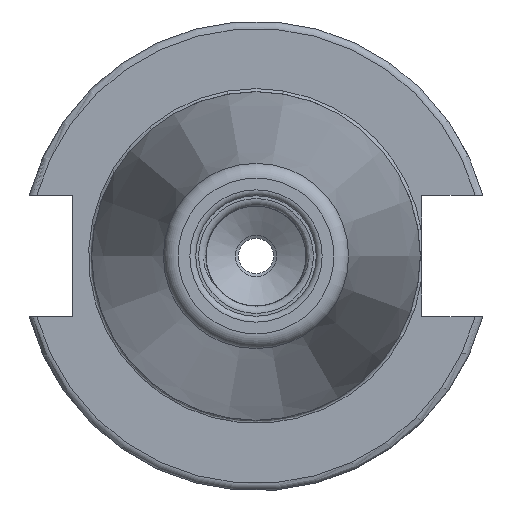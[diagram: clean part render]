
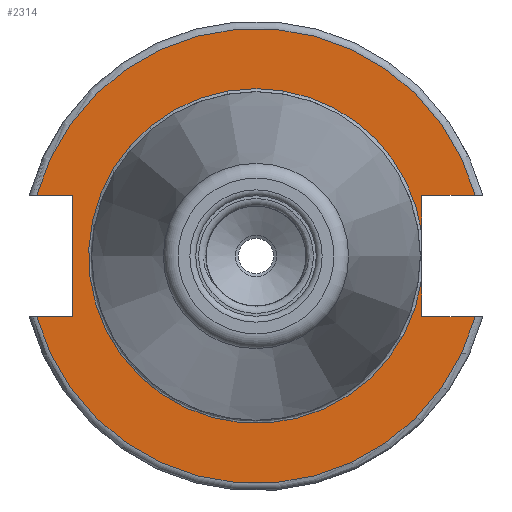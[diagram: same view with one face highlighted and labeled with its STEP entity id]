
A CAD part, left-side view. The second image highlights one B-rep face of the part: STEP entity #2314.
In plain terms, the highlighted planar face has unit normal (-1, 0, 0).
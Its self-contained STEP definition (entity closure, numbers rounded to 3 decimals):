
#87=PLANE('',#2533);
#211=FACE_OUTER_BOUND('',#343,.T.);
#343=EDGE_LOOP('',(#2104,#2105,#2106,#2107,#2108,#2109,#2110,#2111,#2112,
#2113,#2114));
#389=CIRCLE('',#2456,22.637);
#390=CIRCLE('',#2457,22.637);
#392=CIRCLE('',#2460,30.775);
#395=CIRCLE('',#2464,30.775);
#665=LINE('',#7360,#769);
#670=LINE('',#7418,#774);
#675=LINE('',#7474,#779);
#676=LINE('',#7478,#780);
#681=LINE('',#7536,#785);
#683=LINE('',#7539,#787);
#684=LINE('',#7552,#788);
#769=VECTOR('',#2848,10.);
#774=VECTOR('',#2855,10.);
#779=VECTOR('',#2862,10.);
#780=VECTOR('',#2865,10.);
#785=VECTOR('',#2872,10.);
#787=VECTOR('',#2874,10.);
#788=VECTOR('',#2877,10.);
#977=VERTEX_POINT('',#7358);
#978=VERTEX_POINT('',#7359);
#987=VERTEX_POINT('',#7416);
#988=VERTEX_POINT('',#7417);
#997=VERTEX_POINT('',#7476);
#998=VERTEX_POINT('',#7477);
#1007=VERTEX_POINT('',#7534);
#1008=VERTEX_POINT('',#7535);
#1009=VERTEX_POINT('',#7538);
#1010=VERTEX_POINT('',#7551);
#1021=VERTEX_POINT('',#7610);
#1292=EDGE_CURVE('',#977,#978,#665,.T.);
#1303=EDGE_CURVE('',#987,#988,#670,.T.);
#1314=EDGE_CURVE('',#988,#977,#675,.T.);
#1315=EDGE_CURVE('',#997,#998,#676,.T.);
#1326=EDGE_CURVE('',#1007,#1008,#681,.T.);
#1328=EDGE_CURVE('',#1009,#997,#683,.T.);
#1330=EDGE_CURVE('',#1010,#1007,#684,.T.);
#1342=EDGE_CURVE('',#1008,#1021,#389,.T.);
#1343=EDGE_CURVE('',#1021,#1009,#390,.T.);
#1345=EDGE_CURVE('',#987,#998,#392,.T.);
#1348=EDGE_CURVE('',#1010,#978,#395,.T.);
#2104=ORIENTED_EDGE('',*,*,#1292,.T.);
#2105=ORIENTED_EDGE('',*,*,#1348,.F.);
#2106=ORIENTED_EDGE('',*,*,#1330,.T.);
#2107=ORIENTED_EDGE('',*,*,#1326,.T.);
#2108=ORIENTED_EDGE('',*,*,#1342,.T.);
#2109=ORIENTED_EDGE('',*,*,#1343,.T.);
#2110=ORIENTED_EDGE('',*,*,#1328,.T.);
#2111=ORIENTED_EDGE('',*,*,#1315,.T.);
#2112=ORIENTED_EDGE('',*,*,#1345,.F.);
#2113=ORIENTED_EDGE('',*,*,#1303,.T.);
#2114=ORIENTED_EDGE('',*,*,#1314,.T.);
#2314=ADVANCED_FACE('',(#211),#87,.T.);
#2456=AXIS2_PLACEMENT_3D('',#7612,#2887,#2888);
#2457=AXIS2_PLACEMENT_3D('',#7613,#2889,#2890);
#2460=AXIS2_PLACEMENT_3D('',#7616,#2895,#2896);
#2464=AXIS2_PLACEMENT_3D('',#7620,#2903,#2904);
#2533=AXIS2_PLACEMENT_3D('',#9289,#3046,#3047);
#2848=DIRECTION('',(0.,1.,0.));
#2855=DIRECTION('',(0.,-1.,0.));
#2862=DIRECTION('',(0.,0.,-1.));
#2865=DIRECTION('',(0.,-1.,0.));
#2872=DIRECTION('',(0.,0.,1.));
#2874=DIRECTION('',(0.,0.,1.));
#2877=DIRECTION('',(0.,1.,0.));
#2887=DIRECTION('center_axis',(1.,0.,0.));
#2888=DIRECTION('ref_axis',(0.,0.,-1.));
#2889=DIRECTION('center_axis',(1.,0.,0.));
#2890=DIRECTION('ref_axis',(0.,0.,-1.));
#2895=DIRECTION('center_axis',(1.,0.,0.));
#2896=DIRECTION('ref_axis',(0.,0.,-1.));
#2903=DIRECTION('center_axis',(1.,0.,0.));
#2904=DIRECTION('ref_axis',(0.,0.,-1.));
#3046=DIRECTION('center_axis',(-1.,0.,0.));
#3047=DIRECTION('ref_axis',(0.,0.,1.));
#7358=CARTESIAN_POINT('',(1.,24.8,-8.19));
#7359=CARTESIAN_POINT('',(1.,29.665,-8.19));
#7360=CARTESIAN_POINT('',(1.,40.288,-8.19));
#7416=CARTESIAN_POINT('',(1.,29.665,8.19));
#7417=CARTESIAN_POINT('',(1.,24.8,8.19));
#7418=CARTESIAN_POINT('',(1.,27.788,8.19));
#7474=CARTESIAN_POINT('',(1.,24.8,-4.095));
#7476=CARTESIAN_POINT('',(1.,-22.41,8.19));
#7477=CARTESIAN_POINT('',(1.,-29.665,8.19));
#7478=CARTESIAN_POINT('',(1.,-8.317,8.19));
#7534=CARTESIAN_POINT('',(1.,-22.41,-8.19));
#7535=CARTESIAN_POINT('',(1.,-22.41,-3.198));
#7536=CARTESIAN_POINT('',(1.,-22.41,4.095));
#7538=CARTESIAN_POINT('',(1.,-22.41,3.198));
#7539=CARTESIAN_POINT('',(1.,-22.41,4.095));
#7551=CARTESIAN_POINT('',(1.,-29.665,-8.19));
#7552=CARTESIAN_POINT('',(1.,4.183,-8.19));
#7610=CARTESIAN_POINT('',(1.,0.,22.637));
#7612=CARTESIAN_POINT('Origin',(1.,0.,
0.));
#7613=CARTESIAN_POINT('Origin',(1.,0.,
0.));
#7616=CARTESIAN_POINT('Origin',(1.,0.,
0.));
#7620=CARTESIAN_POINT('Origin',(1.,0.,
0.));
#9289=CARTESIAN_POINT('Origin',(1.,30.775,0.));
